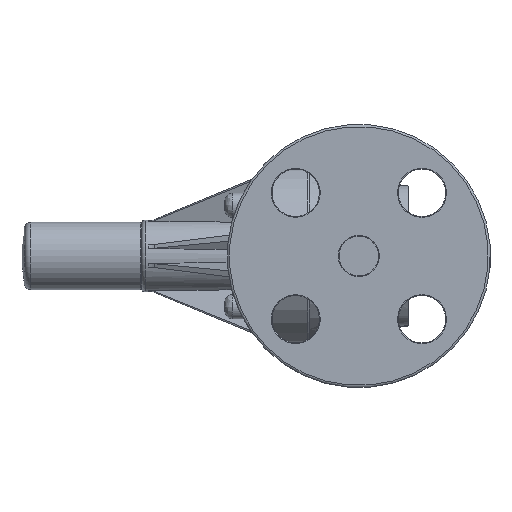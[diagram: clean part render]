
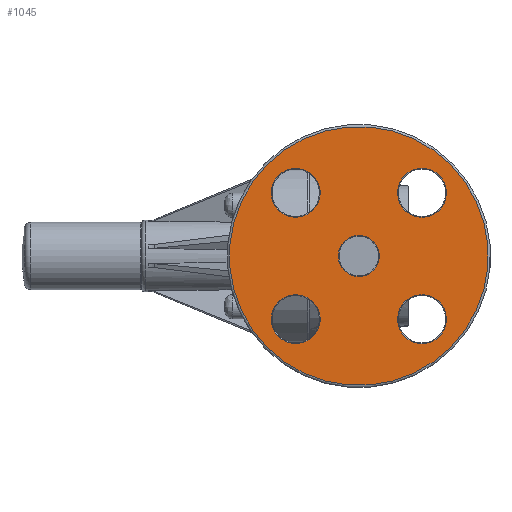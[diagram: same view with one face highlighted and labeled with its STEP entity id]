
A CAD part, left-side view. The second image highlights one B-rep face of the part: STEP entity #1045.
In plain terms, the highlighted planar face has unit normal (-1, 0, 0).
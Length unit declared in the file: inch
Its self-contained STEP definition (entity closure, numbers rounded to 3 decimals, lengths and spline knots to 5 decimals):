
#939=CARTESIAN_POINT('',(-2.7,1.87272,1.21622));
#940=VERTEX_POINT('',#939);
#941=CARTESIAN_POINT('',(-2.7,0.6565,0.));
#942=DIRECTION('',(1.0,0.,0.));
#943=DIRECTION('',(0.,-0.707,-0.707));
#944=AXIS2_PLACEMENT_3D('',#941,#942,#943);
#945=CIRCLE('',#944,1.72);
#946=EDGE_CURVE('',#940,#940,#945,.T.);
#982=CARTESIAN_POINT('',(-2.7,1.3682,0.7117));
#983=DIRECTION('',(-1.0,0.0,0.0));
#984=DIRECTION('',(0.0,-0.707,0.707));
#985=AXIS2_PLACEMENT_3D('',#982,#983,#984);
#986=PLANE('',#985);
#987=ORIENTED_EDGE('',*,*,#946,.F.);
#988=EDGE_LOOP('',(#987));
#989=FACE_OUTER_BOUND('',#988,.T.);
#990=CARTESIAN_POINT('',(-2.7,0.04662,1.0695));
#991=VERTEX_POINT('',#990);
#992=CARTESIAN_POINT('',(-2.7,-0.18319,0.83969));
#993=DIRECTION('',(-1.0,0.,0.));
#994=DIRECTION('',(0.,-0.707,-0.707));
#995=AXIS2_PLACEMENT_3D('',#992,#993,#994);
#996=CIRCLE('',#995,0.325);
#997=EDGE_CURVE('',#991,#991,#996,.T.);
#998=ORIENTED_EDGE('',*,*,#997,.F.);
#999=EDGE_LOOP('',(#998));
#1000=FACE_BOUND('',#999,.T.);
#1001=CARTESIAN_POINT('',(-2.7,-0.413,-0.60988));
#1002=VERTEX_POINT('',#1001);
#1003=CARTESIAN_POINT('',(-2.7,-0.18319,-0.83969));
#1004=DIRECTION('',(-1.0,0.,0.));
#1005=DIRECTION('',(0.,0.707,-0.707));
#1006=AXIS2_PLACEMENT_3D('',#1003,#1004,#1005);
#1007=CIRCLE('',#1006,0.325);
#1008=EDGE_CURVE('',#1002,#1002,#1007,.T.);
#1009=ORIENTED_EDGE('',*,*,#1008,.F.);
#1010=EDGE_LOOP('',(#1009));
#1011=FACE_BOUND('',#1010,.T.);
#1012=CARTESIAN_POINT('',(-2.7,1.26638,-1.0695));
#1013=VERTEX_POINT('',#1012);
#1014=CARTESIAN_POINT('',(-2.7,1.49619,-0.83969));
#1015=DIRECTION('',(-1.0,0.,0.));
#1016=DIRECTION('',(0.,0.707,0.707));
#1017=AXIS2_PLACEMENT_3D('',#1014,#1015,#1016);
#1018=CIRCLE('',#1017,0.325);
#1019=EDGE_CURVE('',#1013,#1013,#1018,.T.);
#1020=ORIENTED_EDGE('',*,*,#1019,.F.);
#1021=EDGE_LOOP('',(#1020));
#1022=FACE_BOUND('',#1021,.T.);
#1023=CARTESIAN_POINT('',(-2.7,0.84954,0.19304));
#1024=VERTEX_POINT('',#1023);
#1025=CARTESIAN_POINT('',(-2.7,0.6565,0.));
#1026=DIRECTION('',(-1.0,0.,0.));
#1027=DIRECTION('',(0.,-0.707,-0.707));
#1028=AXIS2_PLACEMENT_3D('',#1025,#1026,#1027);
#1029=CIRCLE('',#1028,0.273);
#1030=EDGE_CURVE('',#1024,#1024,#1029,.T.);
#1031=ORIENTED_EDGE('',*,*,#1030,.F.);
#1032=EDGE_LOOP('',(#1031));
#1033=FACE_BOUND('',#1032,.T.);
#1034=CARTESIAN_POINT('',(-2.7,1.726,0.60988));
#1035=VERTEX_POINT('',#1034);
#1036=CARTESIAN_POINT('',(-2.7,1.49619,0.83969));
#1037=DIRECTION('',(-1.0,0.,0.));
#1038=DIRECTION('',(0.,-0.707,0.707));
#1039=AXIS2_PLACEMENT_3D('',#1036,#1037,#1038);
#1040=CIRCLE('',#1039,0.325);
#1041=EDGE_CURVE('',#1035,#1035,#1040,.T.);
#1042=ORIENTED_EDGE('',*,*,#1041,.F.);
#1043=EDGE_LOOP('',(#1042));
#1044=FACE_BOUND('',#1043,.T.);
#1045=ADVANCED_FACE('',(#989,#1000,#1011,#1022,#1033,#1044),#986,.T.);
